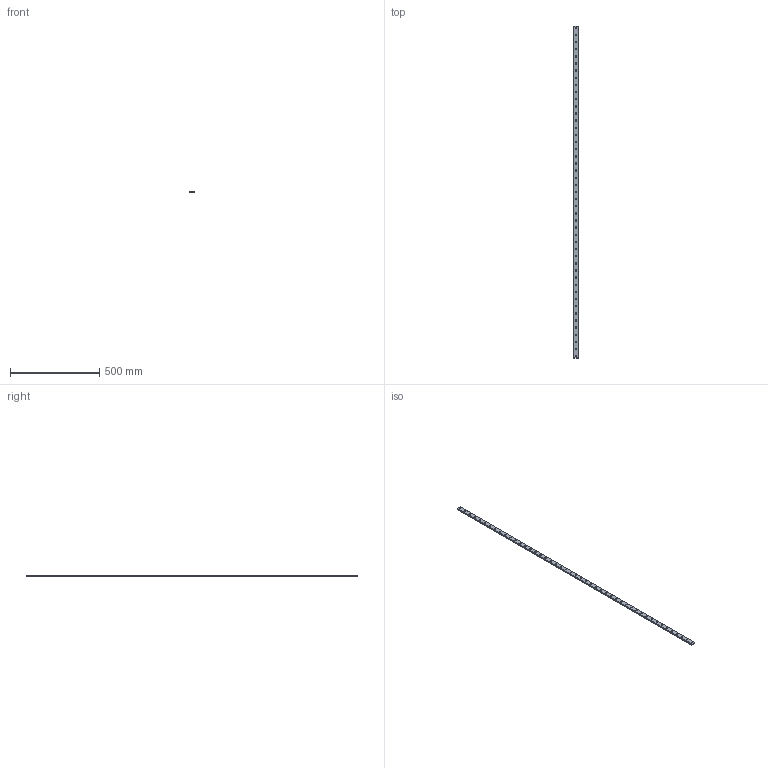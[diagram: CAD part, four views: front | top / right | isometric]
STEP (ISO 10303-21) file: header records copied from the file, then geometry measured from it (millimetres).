
FILE_DESCRIPTION(('STEP AP214'),'1');
FILE_NAME('cctmp_3B0A501D-8E35-492A-A4F0-DBA3027D3066_2021_02_23_22_12_46_0094..stp','2021-02-23T21:12:46',('HIWIN GmbH'),('CADClick - www.CADClick.com'),'Spatial InterOp 3D',' ','unknown authorization');
FILE_SCHEMA(('AUTOMOTIVE_DESIGN'));
Length unit declared in the file: millimetre
Products named in the file (1): MGWR12R1860CM_FILE
Bounding box: 24 x 1860 x 8.5 mm (x, y, z)
Volume: 358642.1 mm3; surface area: 138550.1 mm2
Topology: 1 solids, 1 shells, 518 faces, 1113 edges, 742 vertices
Faces by surface type: cylinder 298, plane 220
Entity records: 18481 total; most frequent: DIRECTION 2747, CARTESIAN_POINT 2374, ORIENTED_EDGE 2226, AXIS2_PLACEMENT_3D 1115, EDGE_CURVE 1113, VERTEX_POINT 742, EDGE_LOOP 663, CIRCLE 596
